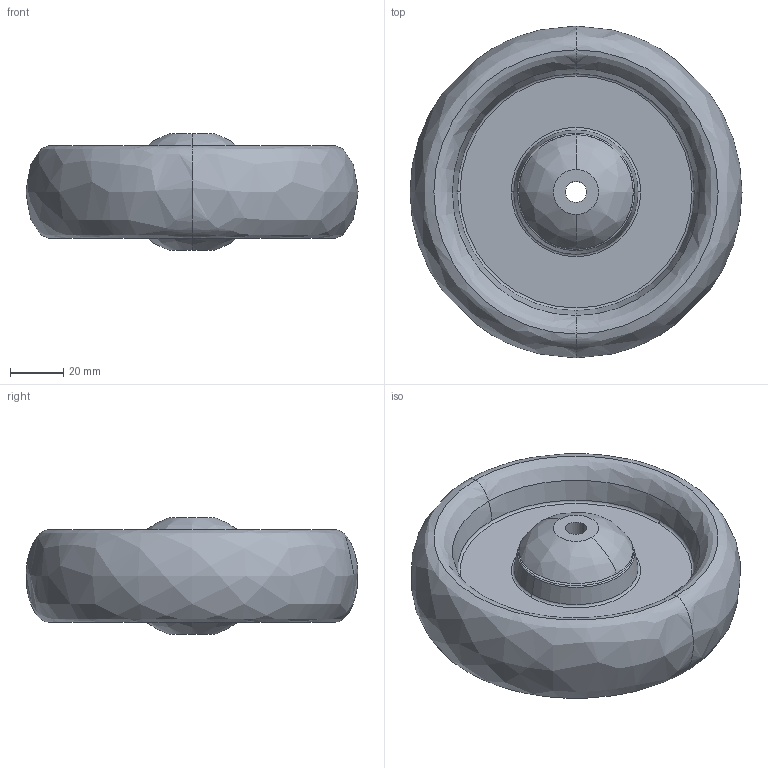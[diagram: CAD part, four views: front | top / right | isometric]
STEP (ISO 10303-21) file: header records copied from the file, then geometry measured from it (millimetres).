
FILE_DESCRIPTION (( 'STEP AP214' ), '1' );
FILE_NAME ('0029626.step', '2023-01-16T10:50:17', ( '' ), ( '' ), 'SwSTEP 2.0', 'SolidWorks 2020', '' );
FILE_SCHEMA (( 'AUTOMOTIVE_DESIGN' ));
Length unit declared in the file: millimetre
Products named in the file (1): 0029626
Bounding box: 125 x 124.94 x 44 mm (x, y, z)
Surface area: 45286.7 mm2 (no closed solid volume)
Topology: 0 solids, 5 shells, 44 faces, 106 edges, 68 vertices
Faces by surface type: bspline 14, torus 12, cone 8, plane 6, cylinder 4
Entity records: 1975 total; most frequent: CARTESIAN_POINT 471, DIRECTION 234, ORIENTED_EDGE 192, AXIS2_PLACEMENT_3D 111, EDGE_CURVE 106, CIRCLE 80, VERTEX_POINT 68, EDGE_LOOP 50
